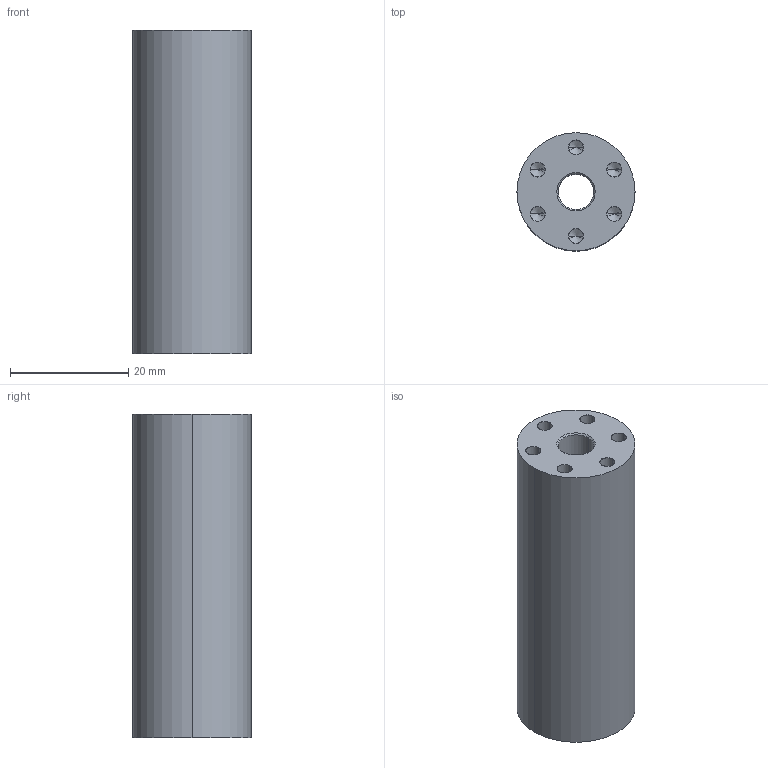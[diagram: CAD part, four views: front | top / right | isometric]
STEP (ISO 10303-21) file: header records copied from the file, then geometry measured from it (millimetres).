
FILE_DESCRIPTION (( 'STEP AP214' ), '1' );
FILE_NAME ('MNP_06.STEP', '2025-03-25T00:06:40', ( '' ), ( '' ), 'SwSTEP 2.0', 'SolidWorks 2024', '' );
FILE_SCHEMA (( 'AUTOMOTIVE_DESIGN' ));
Length unit declared in the file: millimetre
Products named in the file (1): MNP_06
Bounding box: 20 x 20 x 54.8 mm (x, y, z)
Volume: 15212.4 mm3; surface area: 5755.7 mm2
Topology: 1 solids, 1 shells, 64 faces, 146 edges, 75 vertices
Faces by surface type: cone 40, cylinder 22, plane 2
Entity records: 1677 total; most frequent: DIRECTION 324, CARTESIAN_POINT 268, ORIENTED_EDGE 256, AXIS2_PLACEMENT_3D 131, EDGE_CURVE 128, VERTEX_POINT 75, EDGE_LOOP 75, CIRCLE 66
